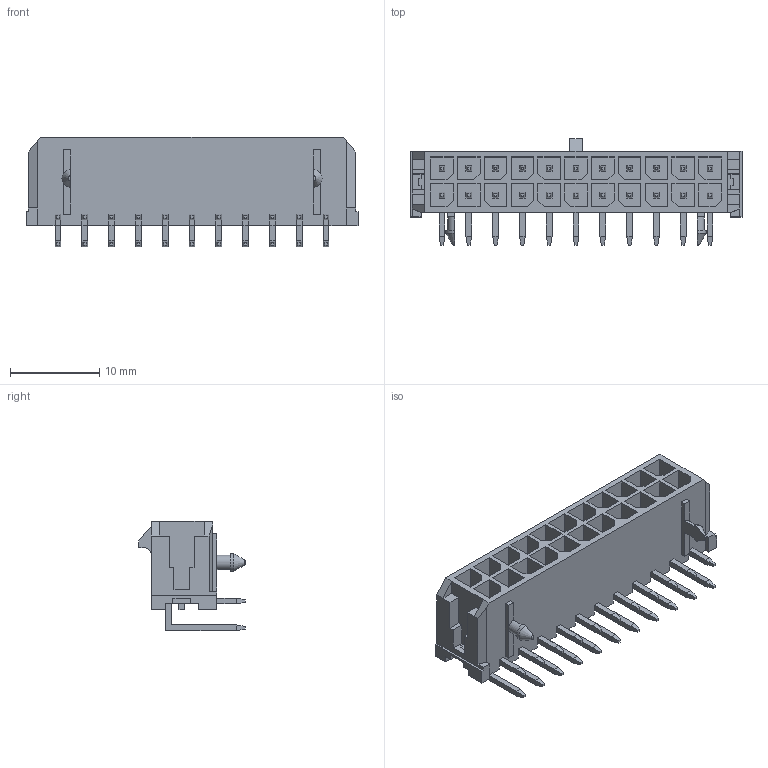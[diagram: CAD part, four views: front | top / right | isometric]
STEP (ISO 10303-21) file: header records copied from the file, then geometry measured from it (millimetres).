
FILE_DESCRIPTION((''),'2;1');
FILE_NAME('430452200','2014-09-03T',('me'),(''),'PRO/ENGINEER BY PARAMETRIC TECHNOLOGY CORPORATION, 2011490','PRO/ENGINEER BY PARAMETRIC TECHNOLOGY CORPORATION, 2011490','');
FILE_SCHEMA(('CONFIG_CONTROL_DESIGN'));
Length unit declared in the file: millimetre
Products named in the file (1): 430452200
Bounding box: 37.15 x 11.95 x 12.24 mm (x, y, z)
Volume: 1508.2 mm3; surface area: 3645 mm2
Topology: 1 solids, 1 shells, 925 faces, 2335 edges, 1463 vertices
Faces by surface type: plane 916, cylinder 5, cone 2, bspline 2
Entity records: 26798 total; most frequent: CARTESIAN_POINT 4724, ORIENTED_EDGE 4568, DIRECTION 4251, EDGE_CURVE 2284, VECTOR 2267, LINE 2267, VERTEX_POINT 1409, AXIS2_PLACEMENT_3D 992
